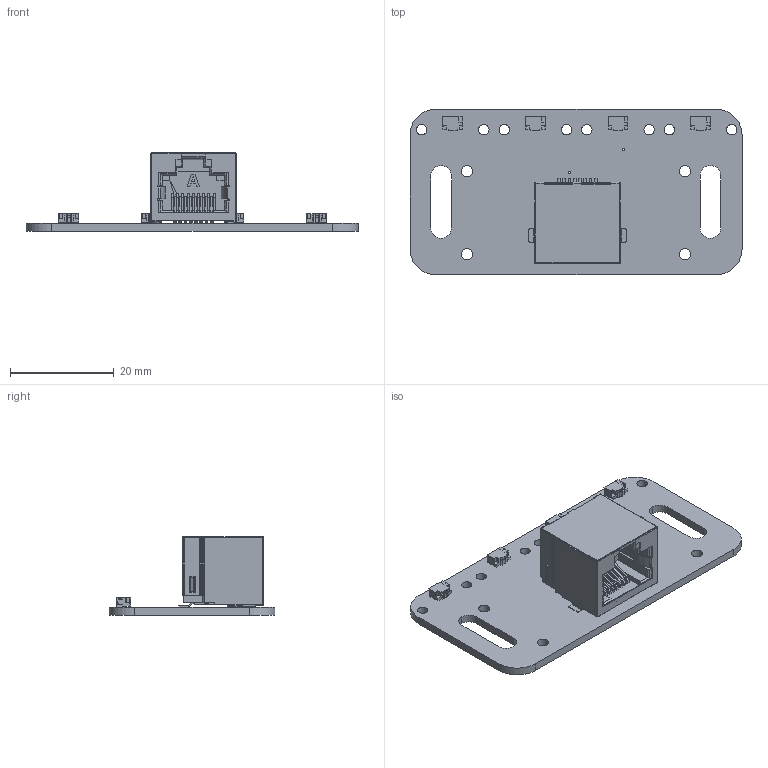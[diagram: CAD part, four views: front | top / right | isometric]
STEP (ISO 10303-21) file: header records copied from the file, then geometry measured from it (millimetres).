
FILE_DESCRIPTION(('Designed by EasyEDA Pro'),'2;1');
FILE_NAME('Open CASCADE Shape Model','2023-01-24T18:37:49',('Author'),( 'Open CASCADE'),'Open CASCADE STEP processor 7.6','Open CASCADE 7.6' ,'Unknown');
FILE_SCHEMA(('AUTOMOTIVE_DESIGN { 1 0 10303 214 1 1 1 1 }'));
Length unit declared in the file: millimetre
Products named in the file (11): PCBModel; COMPOUND; RJ2; RJ45-TH_MJ5688-B111-HR1-C; U1; CONN-SMD_SM02B-SURS-TF-LF-SN; U2; U3; U4
Assembly tree (13 placements, depth 4):
  PCBModel
    COMPOUND
    RJ2
      RJ45-TH_MJ5688-B111-HR1-C
        COMPOUND
    U1
      CONN-SMD_SM02B-SURS-TF-LF-SN
        COMPOUND
    U2
      CONN-SMD_SM02B-SURS-TF-LF-SN
        COMPOUND
    U3
      CONN-SMD_SM02B-SURS-TF-LF-SN
        COMPOUND
    U4
      CONN-SMD_SM02B-SURS-TF-LF-SN
        COMPOUND
Bounding box: 63.97 x 31.97 x 15.15 mm (x, y, z)
Volume: 4886.6 mm3; surface area: 8886.7 mm2
Topology: 59 solids, 59 shells, 2526 faces, 6983 edges, 4642 vertices
Faces by surface type: plane 1710, bspline 456, cylinder 285, extrusion 73, cone 2
Full cylindrical faces by diameter (mm): 0.4 x2, 2 x8, 2.2 x4, 3.3 x2
Entity records: 50723 total; most frequent: CARTESIAN_POINT 10395, ORIENTED_EDGE 6808, DIRECTION 5621, EDGE_CURVE 3404, VECTOR 2629, LINE 2556, VERTEX_POINT 2260, AXIS2_PLACEMENT_3D 1496
